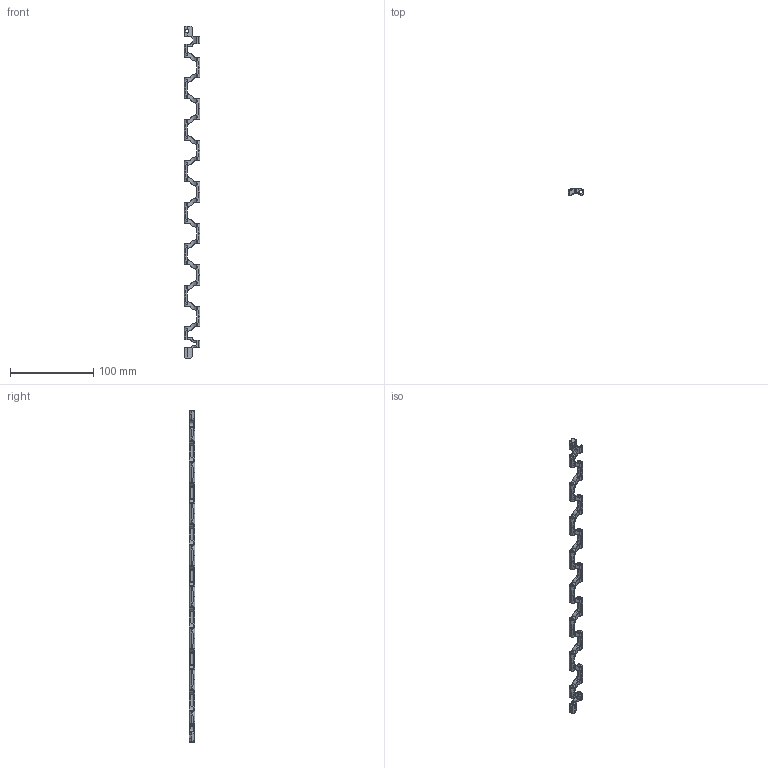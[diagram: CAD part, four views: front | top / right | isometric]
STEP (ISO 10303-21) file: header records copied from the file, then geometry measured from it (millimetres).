
FILE_DESCRIPTION (( 'STEP AP214' ), '1' );
FILE_NAME ('F12 FG.STEP', '2024-02-15T09:42:41', ( '' ), ( '' ), 'SwSTEP 2.0', 'SolidWorks 2023', '' );
FILE_SCHEMA (( 'AUTOMOTIVE_DESIGN' ));
Length unit declared in the file: millimetre
Products named in the file (1): F12 FG
Bounding box: 19 x 7 x 400 mm (x, y, z)
Volume: 11288.1 mm3; surface area: 14050.4 mm2
Topology: 1 solids, 1 shells, 454 faces, 1337 edges, 850 vertices
Faces by surface type: cylinder 274, plane 146, bspline 34
Entity records: 19949 total; most frequent: CARTESIAN_POINT 8495, ORIENTED_EDGE 2674, DIRECTION 2084, EDGE_CURVE 1337, VERTEX_POINT 850, AXIS2_PLACEMENT_3D 746, VECTOR 592, LINE 592
